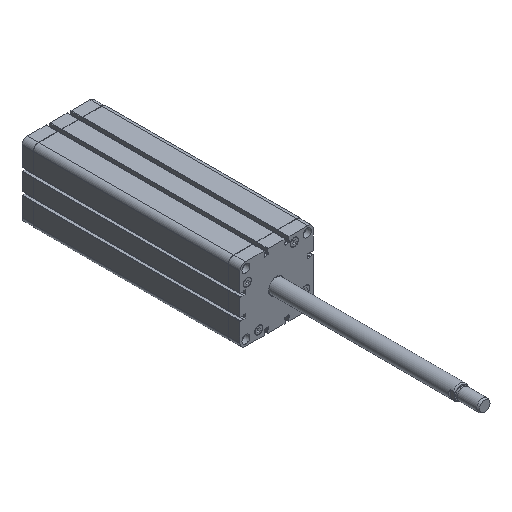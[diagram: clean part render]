
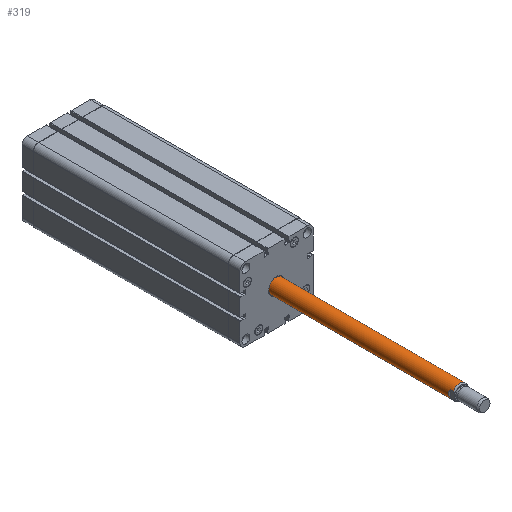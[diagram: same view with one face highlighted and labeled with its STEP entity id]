
A CAD part, isometric view. The second image highlights one B-rep face of the part: STEP entity #319.
In plain terms, the highlighted cylindrical face has radius 12.5 mm (diameter 25 mm), a full revolution.
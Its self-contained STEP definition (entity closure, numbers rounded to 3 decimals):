
#73=CARTESIAN_POINT('',(-11.,-486.25,5.937));
#74=VERTEX_POINT('',#73);
#75=CARTESIAN_POINT('',(-11.,-491.45,5.937));
#76=VERTEX_POINT('',#75);
#77=CARTESIAN_POINT('',(-11.,-486.25,5.937));
#78=DIRECTION('',(0.0,-1.0,0.0));
#79=VECTOR('',#78,5.2);
#80=LINE('',#77,#79);
#81=EDGE_CURVE('',#74,#76,#80,.T.);
#83=CARTESIAN_POINT('',(-11.,-486.25,-5.937));
#84=VERTEX_POINT('',#83);
#91=CARTESIAN_POINT('',(-11.,-491.45,-5.937));
#92=VERTEX_POINT('',#91);
#93=CARTESIAN_POINT('',(-11.,-491.45,-5.937));
#94=DIRECTION('',(0.0,1.0,0.0));
#95=VECTOR('',#94,5.2);
#96=LINE('',#93,#95);
#97=EDGE_CURVE('',#92,#84,#96,.T.);
#132=CARTESIAN_POINT('',(0.0,-497.25,0.0));
#133=DIRECTION('',(0.707,0.707,0.0));
#134=DIRECTION('',(0.707,-0.707,0.0));
#135=AXIS2_PLACEMENT_3D('',#132,#133,#134);
#136=ELLIPSE('',#135,17.678,12.5);
#137=EDGE_CURVE('',#84,#74,#136,.T.);
#148=CARTESIAN_POINT('',(11.,-486.25,-5.937));
#149=VERTEX_POINT('',#148);
#150=CARTESIAN_POINT('',(11.,-491.45,-5.937));
#151=VERTEX_POINT('',#150);
#152=CARTESIAN_POINT('',(11.,-486.25,-5.937));
#153=DIRECTION('',(0.0,-1.0,0.0));
#154=VECTOR('',#153,5.2);
#155=LINE('',#152,#154);
#156=EDGE_CURVE('',#149,#151,#155,.T.);
#158=CARTESIAN_POINT('',(11.,-486.25,5.937));
#159=VERTEX_POINT('',#158);
#166=CARTESIAN_POINT('',(11.,-491.45,5.937));
#167=VERTEX_POINT('',#166);
#168=CARTESIAN_POINT('',(11.,-491.45,5.937));
#169=DIRECTION('',(0.0,1.0,0.0));
#170=VECTOR('',#169,5.2);
#171=LINE('',#168,#170);
#172=EDGE_CURVE('',#167,#159,#171,.T.);
#207=CARTESIAN_POINT('',(0.0,-497.25,0.0));
#208=DIRECTION('',(-0.707,0.707,0.0));
#209=DIRECTION('',(0.707,0.707,0.0));
#210=AXIS2_PLACEMENT_3D('',#207,#208,#209);
#211=ELLIPSE('',#210,17.678,12.5);
#212=EDGE_CURVE('',#159,#149,#211,.T.);
#235=CARTESIAN_POINT('',(0.0,-491.45,0.0));
#236=DIRECTION('',(0.0,-1.0,0.0));
#237=DIRECTION('',(1.0,0.0,0.0));
#238=AXIS2_PLACEMENT_3D('',#235,#236,#237);
#239=CIRCLE('',#238,12.5);
#240=EDGE_CURVE('',#92,#151,#239,.T.);
#243=CARTESIAN_POINT('',(0.0,-491.45,0.0));
#244=DIRECTION('',(0.0,-1.0,0.0));
#245=DIRECTION('',(1.0,0.0,0.0));
#246=AXIS2_PLACEMENT_3D('',#243,#244,#245);
#247=CIRCLE('',#246,12.5);
#248=EDGE_CURVE('',#167,#76,#247,.T.);
#289=CARTESIAN_POINT('',(12.5,-182.25,0.0));
#290=VERTEX_POINT('',#289);
#291=CARTESIAN_POINT('',(0.0,-182.25,0.0));
#292=DIRECTION('',(0.0,1.0,0.0));
#293=DIRECTION('',(1.0,0.0,0.0));
#294=AXIS2_PLACEMENT_3D('',#291,#292,#293);
#295=CIRCLE('',#294,12.5);
#296=EDGE_CURVE('',#290,#290,#295,.T.);
#301=CARTESIAN_POINT('',(0.0,-337.35,0.0));
#302=DIRECTION('',(0.0,-1.0,0.0));
#303=DIRECTION('',(1.0,0.0,0.0));
#304=AXIS2_PLACEMENT_3D('',#301,#302,#303);
#305=CYLINDRICAL_SURFACE('',#304,12.5);
#306=ORIENTED_EDGE('',*,*,#81,.T.);
#307=ORIENTED_EDGE('',*,*,#248,.F.);
#308=ORIENTED_EDGE('',*,*,#172,.T.);
#309=ORIENTED_EDGE('',*,*,#212,.T.);
#310=ORIENTED_EDGE('',*,*,#156,.T.);
#311=ORIENTED_EDGE('',*,*,#240,.F.);
#312=ORIENTED_EDGE('',*,*,#97,.T.);
#313=ORIENTED_EDGE('',*,*,#137,.T.);
#314=EDGE_LOOP('',(#306,#307,#308,#309,#310,#311,#312,#313));
#315=FACE_OUTER_BOUND('',#314,.T.);
#316=ORIENTED_EDGE('',*,*,#296,.F.);
#317=EDGE_LOOP('',(#316));
#318=FACE_BOUND('',#317,.T.);
#319=ADVANCED_FACE('',(#315,#318),#305,.T.);
